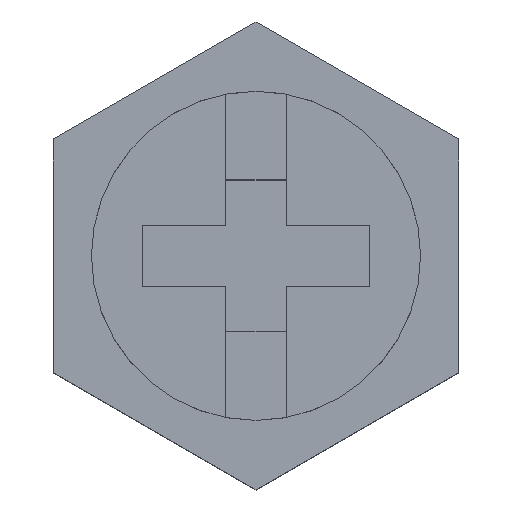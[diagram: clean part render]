
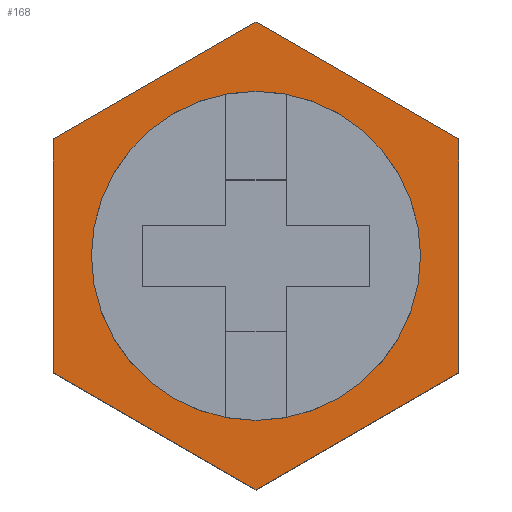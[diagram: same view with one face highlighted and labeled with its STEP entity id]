
A CAD part, top view. The second image highlights one B-rep face of the part: STEP entity #168.
In plain terms, the highlighted planar face has unit normal (0, 0, 1).
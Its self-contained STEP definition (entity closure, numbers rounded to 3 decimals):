
#76 = VERTEX_POINT ( 'NONE', #458 ) ;
#78 = VERTEX_POINT ( 'NONE', #453 ) ;
#134 = EDGE_CURVE ( 'NONE', #76, #78, #559, .T. ) ;
#156 = VERTEX_POINT ( 'NONE', #572 ) ;
#158 = EDGE_CURVE ( 'NONE', #227, #156, #571, .T. ) ;
#165 = EDGE_CURVE ( 'NONE', #156, #201, #626, .T. ) ;
#166 = EDGE_LOOP ( 'NONE', ( #169, #171 ) ) ;
#168 = ADVANCED_FACE ( 'NONE', ( #622, #621 ), #620, .T. ) ;
#169 = ORIENTED_EDGE ( 'NONE', *, *, #170, .F. ) ;
#170 = EDGE_CURVE ( 'NONE', #78, #76, #615, .T. ) ;
#171 = ORIENTED_EDGE ( 'NONE', *, *, #134, .F. ) ;
#172 = EDGE_LOOP ( 'NONE', ( #173, #174, #175, #176, #177, #290 ) ) ;
#173 = ORIENTED_EDGE ( 'NONE', *, *, #200, .T. ) ;
#174 = ORIENTED_EDGE ( 'NONE', *, *, #211, .T. ) ;
#175 = ORIENTED_EDGE ( 'NONE', *, *, #220, .T. ) ;
#176 = ORIENTED_EDGE ( 'NONE', *, *, #229, .T. ) ;
#177 = ORIENTED_EDGE ( 'NONE', *, *, #158, .T. ) ;
#198 = VERTEX_POINT ( 'NONE', #635 ) ;
#200 = EDGE_CURVE ( 'NONE', #201, #198, #634, .T. ) ;
#201 = VERTEX_POINT ( 'NONE', #692 ) ;
#209 = VERTEX_POINT ( 'NONE', #677 ) ;
#211 = EDGE_CURVE ( 'NONE', #198, #209, #676, .T. ) ;
#218 = VERTEX_POINT ( 'NONE', #662 ) ;
#220 = EDGE_CURVE ( 'NONE', #209, #218, #726, .T. ) ;
#227 = VERTEX_POINT ( 'NONE', #712 ) ;
#229 = EDGE_CURVE ( 'NONE', #218, #227, #711, .T. ) ;
#290 = ORIENTED_EDGE ( 'NONE', *, *, #165, .T. ) ;
#453 = CARTESIAN_POINT ( 'NONE',  ( 3.25, 0., 3.5 ) ) ;
#458 = CARTESIAN_POINT ( 'NONE',  ( -3.25, 0., 3.5 ) ) ;
#555 = DIRECTION ( 'NONE',  ( 1., 0., 0. ) ) ;
#556 = DIRECTION ( 'NONE',  ( 0., 0., 1. ) ) ;
#557 = CARTESIAN_POINT ( 'NONE',  ( 0., 0., 3.5 ) ) ;
#558 = AXIS2_PLACEMENT_3D ( 'NONE', #557, #556, #555 ) ;
#559 = CIRCLE ( 'NONE', #558, 3.25 ) ;
#568 = DIRECTION ( 'NONE',  ( 0.866, 0.5, 0. ) ) ;
#569 = VECTOR ( 'NONE', #568, 1000. ) ;
#570 = CARTESIAN_POINT ( 'NONE',  ( 0., -4.619, 3.5 ) ) ;
#571 = LINE ( 'NONE', #570, #569 ) ;
#572 = CARTESIAN_POINT ( 'NONE',  ( 4., -2.309, 3.5 ) ) ;
#611 = DIRECTION ( 'NONE',  ( 1., 0., 0. ) ) ;
#612 = DIRECTION ( 'NONE',  ( 0., 0., 1. ) ) ;
#613 = CARTESIAN_POINT ( 'NONE',  ( 0., 0., 3.5 ) ) ;
#614 = AXIS2_PLACEMENT_3D ( 'NONE', #613, #612, #611 ) ;
#615 = CIRCLE ( 'NONE', #614, 3.25 ) ;
#616 = DIRECTION ( 'NONE',  ( 1., 0., 0. ) ) ;
#617 = DIRECTION ( 'NONE',  ( 0., 0., 1. ) ) ;
#618 = CARTESIAN_POINT ( 'NONE',  ( -4., 6.928, 3.5 ) ) ;
#619 = AXIS2_PLACEMENT_3D ( 'NONE', #618, #617, #616 ) ;
#620 = PLANE ( 'NONE',  #619 ) ;
#621 = FACE_OUTER_BOUND ( 'NONE', #172, .T. ) ;
#622 = FACE_BOUND ( 'NONE', #166, .T. ) ;
#623 = DIRECTION ( 'NONE',  ( 0., 1., 0. ) ) ;
#624 = VECTOR ( 'NONE', #623, 1000. ) ;
#625 = CARTESIAN_POINT ( 'NONE',  ( 4., -2.309, 3.5 ) ) ;
#626 = LINE ( 'NONE', #625, #624 ) ;
#631 = DIRECTION ( 'NONE',  ( -0.866, 0.5, 0. ) ) ;
#632 = VECTOR ( 'NONE', #631, 1000. ) ;
#633 = CARTESIAN_POINT ( 'NONE',  ( 4., 2.309, 3.5 ) ) ;
#634 = LINE ( 'NONE', #633, #632 ) ;
#635 = CARTESIAN_POINT ( 'NONE',  ( 0., 4.619, 3.5 ) ) ;
#662 = CARTESIAN_POINT ( 'NONE',  ( -4., -2.309, 3.5 ) ) ;
#673 = DIRECTION ( 'NONE',  ( -0.866, -0.5, 0. ) ) ;
#674 = VECTOR ( 'NONE', #673, 1000. ) ;
#675 = CARTESIAN_POINT ( 'NONE',  ( 0., 4.619, 3.5 ) ) ;
#676 = LINE ( 'NONE', #675, #674 ) ;
#677 = CARTESIAN_POINT ( 'NONE',  ( -4., 2.309, 3.5 ) ) ;
#692 = CARTESIAN_POINT ( 'NONE',  ( 4., 2.309, 3.5 ) ) ;
#708 = DIRECTION ( 'NONE',  ( 0.866, -0.5, 0. ) ) ;
#709 = VECTOR ( 'NONE', #708, 1000. ) ;
#710 = CARTESIAN_POINT ( 'NONE',  ( -4., -2.309, 3.5 ) ) ;
#711 = LINE ( 'NONE', #710, #709 ) ;
#712 = CARTESIAN_POINT ( 'NONE',  ( 0., -4.619, 3.5 ) ) ;
#723 = DIRECTION ( 'NONE',  ( 0., -1., 0. ) ) ;
#724 = VECTOR ( 'NONE', #723, 1000. ) ;
#725 = CARTESIAN_POINT ( 'NONE',  ( -4., 2.309, 3.5 ) ) ;
#726 = LINE ( 'NONE', #725, #724 ) ;
